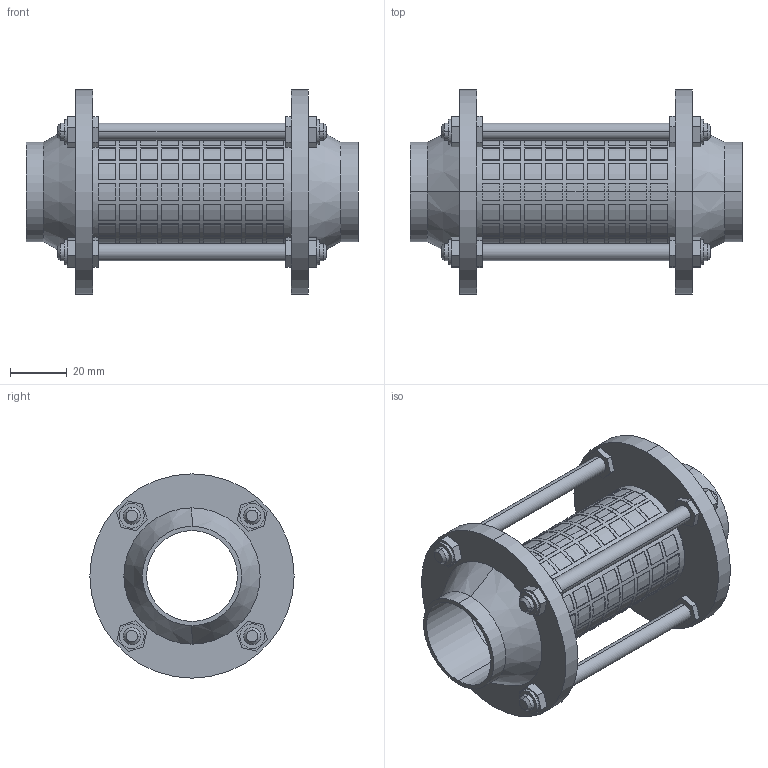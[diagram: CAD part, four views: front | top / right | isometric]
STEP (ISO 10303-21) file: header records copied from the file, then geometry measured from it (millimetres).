
FILE_DESCRIPTION (( 'STEP AP203' ), '1' );
FILE_NAME ('3D_M-7006_DN32_174601015.STEP', '2024-10-04T10:10:11', ( '' ), ( '' ), 'SwSTEP 2.0', 'SolidWorks 2024', '' );
FILE_SCHEMA (( 'CONFIG_CONTROL_DESIGN' ));
Length unit declared in the file: millimetre
Products named in the file (1): 3D_M-7006_DN32_174601015
Bounding box: 117 x 72 x 72 mm (x, y, z)
Volume: 87495.4 mm3; surface area: 56042.8 mm2
Topology: 10 solids, 10 shells, 827 faces, 2410 edges, 1600 vertices
Faces by surface type: plane 725, cylinder 82, cone 20
Entity records: 28247 total; most frequent: DIRECTION 4898, CARTESIAN_POINT 4838, ORIENTED_EDGE 4820, EDGE_CURVE 2410, AXIS2_PLACEMENT_3D 1660, VERTEX_POINT 1600, LINE 1578, VECTOR 1578
